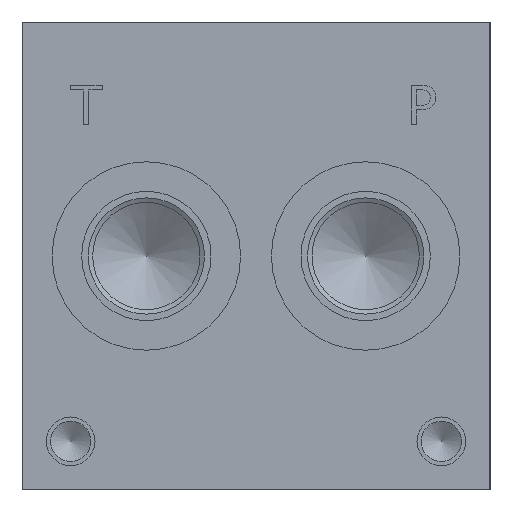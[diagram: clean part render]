
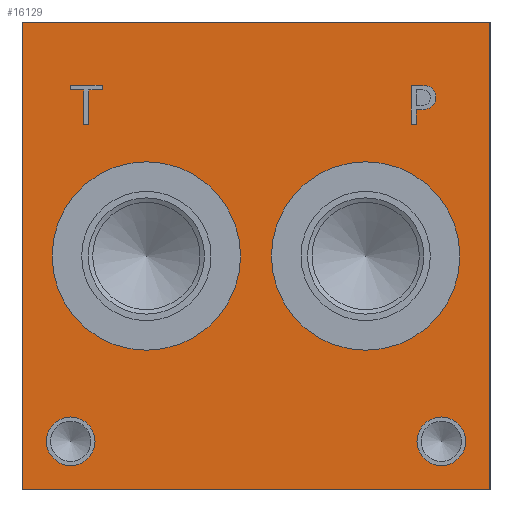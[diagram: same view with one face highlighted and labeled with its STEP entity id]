
A CAD part, left-side view. The second image highlights one B-rep face of the part: STEP entity #16129.
In plain terms, the highlighted planar face has unit normal (-1, 0, 0).
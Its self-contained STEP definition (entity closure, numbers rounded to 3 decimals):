
#270=CIRCLE('',#16872,15.342);
#271=CIRCLE('',#16873,15.342);
#272=CIRCLE('',#16874,3.962);
#273=CIRCLE('',#16875,3.962);
#632=FACE_BOUND('',#2824,.T.);
#633=FACE_BOUND('',#2825,.T.);
#634=FACE_BOUND('',#2826,.T.);
#635=FACE_BOUND('',#2827,.T.);
#636=FACE_BOUND('',#2828,.T.);
#637=FACE_BOUND('',#2829,.T.);
#1145=PLANE('',#16871);
#1825=FACE_OUTER_BOUND('',#2823,.T.);
#2823=EDGE_LOOP('',(#13575,#13576,#13577,#13578));
#2824=EDGE_LOOP('',(#13579));
#2825=EDGE_LOOP('',(#13580));
#2826=EDGE_LOOP('',(#13581));
#2827=EDGE_LOOP('',(#13582));
#2828=EDGE_LOOP('',(#13583,#13584,#13585,#13586,#13587,#13588,#13589,#13590));
#2829=EDGE_LOOP('',(#13591,#13592,#13593,#13594,#13595,#13596,#13597,#13598,
#13599));
#3306=LINE('',#21307,#4786);
#4454=LINE('',#27010,#5934);
#4457=LINE('',#27016,#5937);
#4460=LINE('',#27022,#5940);
#4463=LINE('',#27028,#5943);
#4466=LINE('',#27034,#5946);
#4470=LINE('',#27076,#5950);
#4471=LINE('',#27078,#5951);
#4472=LINE('',#27079,#5952);
#4473=LINE('',#27090,#5953);
#4474=LINE('',#27092,#5954);
#4475=LINE('',#27094,#5955);
#4476=LINE('',#27096,#5956);
#4477=LINE('',#27098,#5957);
#4478=LINE('',#27100,#5958);
#4479=LINE('',#27102,#5959);
#4480=LINE('',#27103,#5960);
#4786=VECTOR('',#17544,10.);
#5934=VECTOR('',#19476,10.);
#5937=VECTOR('',#19481,10.);
#5940=VECTOR('',#19486,10.);
#5943=VECTOR('',#19491,10.);
#5946=VECTOR('',#19496,10.);
#5950=VECTOR('',#19504,10.);
#5951=VECTOR('',#19505,10.);
#5952=VECTOR('',#19506,10.);
#5953=VECTOR('',#19515,10.);
#5954=VECTOR('',#19516,10.);
#5955=VECTOR('',#19517,10.);
#5956=VECTOR('',#19518,10.);
#5957=VECTOR('',#19519,10.);
#5958=VECTOR('',#19520,10.);
#5959=VECTOR('',#19521,10.);
#5960=VECTOR('',#19522,10.);
#6633=B_SPLINE_CURVE_WITH_KNOTS('',2,(#26977,#26978,#26979,#26980),
 .UNSPECIFIED.,.F.,.F.,(3,1,3),(0.,1.,2.),.UNSPECIFIED.);
#6635=B_SPLINE_CURVE_WITH_KNOTS('',2,(#26998,#26999,#27000,#27001),
 .UNSPECIFIED.,.F.,.F.,(3,1,3),(0.,1.,2.),.UNSPECIFIED.);
#6637=B_SPLINE_CURVE_WITH_KNOTS('',2,(#27047,#27048,#27049,#27050),
 .UNSPECIFIED.,.F.,.F.,(3,1,3),(0.,1.,2.),.UNSPECIFIED.);
#6639=B_SPLINE_CURVE_WITH_KNOTS('',2,(#27065,#27066,#27067,#27068),
 .UNSPECIFIED.,.F.,.F.,(3,1,3),(0.,1.,2.),.UNSPECIFIED.);
#6689=VERTEX_POINT('',#21300);
#6692=VERTEX_POINT('',#21305);
#7729=VERTEX_POINT('',#26975);
#7730=VERTEX_POINT('',#26976);
#7733=VERTEX_POINT('',#26997);
#7735=VERTEX_POINT('',#27009);
#7737=VERTEX_POINT('',#27015);
#7739=VERTEX_POINT('',#27021);
#7741=VERTEX_POINT('',#27027);
#7743=VERTEX_POINT('',#27033);
#7745=VERTEX_POINT('',#27046);
#7747=VERTEX_POINT('',#27075);
#7748=VERTEX_POINT('',#27077);
#7749=VERTEX_POINT('',#27080);
#7750=VERTEX_POINT('',#27082);
#7751=VERTEX_POINT('',#27084);
#7752=VERTEX_POINT('',#27086);
#7753=VERTEX_POINT('',#27088);
#7754=VERTEX_POINT('',#27089);
#7755=VERTEX_POINT('',#27091);
#7756=VERTEX_POINT('',#27093);
#7757=VERTEX_POINT('',#27095);
#7758=VERTEX_POINT('',#27097);
#7759=VERTEX_POINT('',#27099);
#7760=VERTEX_POINT('',#27101);
#8198=EDGE_CURVE('',#6689,#6692,#3306,.T.);
#9745=EDGE_CURVE('',#7729,#7730,#6633,.T.);
#9749=EDGE_CURVE('',#7733,#7729,#6635,.T.);
#9752=EDGE_CURVE('',#7735,#7733,#4454,.T.);
#9755=EDGE_CURVE('',#7737,#7735,#4457,.T.);
#9758=EDGE_CURVE('',#7739,#7737,#4460,.T.);
#9761=EDGE_CURVE('',#7741,#7739,#4463,.T.);
#9764=EDGE_CURVE('',#7743,#7741,#4466,.T.);
#9767=EDGE_CURVE('',#7745,#7743,#6637,.T.);
#9770=EDGE_CURVE('',#7730,#7745,#6639,.T.);
#9772=EDGE_CURVE('',#7747,#6689,#4470,.T.);
#9773=EDGE_CURVE('',#7748,#6692,#4471,.T.);
#9774=EDGE_CURVE('',#7747,#7748,#4472,.T.);
#9775=EDGE_CURVE('',#7749,#7749,#270,.T.);
#9776=EDGE_CURVE('',#7750,#7750,#271,.T.);
#9777=EDGE_CURVE('',#7751,#7751,#272,.T.);
#9778=EDGE_CURVE('',#7752,#7752,#273,.T.);
#9779=EDGE_CURVE('',#7753,#7754,#4473,.T.);
#9780=EDGE_CURVE('',#7754,#7755,#4474,.T.);
#9781=EDGE_CURVE('',#7755,#7756,#4475,.T.);
#9782=EDGE_CURVE('',#7756,#7757,#4476,.T.);
#9783=EDGE_CURVE('',#7757,#7758,#4477,.T.);
#9784=EDGE_CURVE('',#7758,#7759,#4478,.T.);
#9785=EDGE_CURVE('',#7759,#7760,#4479,.T.);
#9786=EDGE_CURVE('',#7760,#7753,#4480,.T.);
#13575=ORIENTED_EDGE('',*,*,#9772,.T.);
#13576=ORIENTED_EDGE('',*,*,#8198,.T.);
#13577=ORIENTED_EDGE('',*,*,#9773,.F.);
#13578=ORIENTED_EDGE('',*,*,#9774,.F.);
#13579=ORIENTED_EDGE('',*,*,#9775,.T.);
#13580=ORIENTED_EDGE('',*,*,#9776,.T.);
#13581=ORIENTED_EDGE('',*,*,#9777,.T.);
#13582=ORIENTED_EDGE('',*,*,#9778,.T.);
#13583=ORIENTED_EDGE('',*,*,#9779,.T.);
#13584=ORIENTED_EDGE('',*,*,#9780,.T.);
#13585=ORIENTED_EDGE('',*,*,#9781,.T.);
#13586=ORIENTED_EDGE('',*,*,#9782,.T.);
#13587=ORIENTED_EDGE('',*,*,#9783,.T.);
#13588=ORIENTED_EDGE('',*,*,#9784,.T.);
#13589=ORIENTED_EDGE('',*,*,#9785,.T.);
#13590=ORIENTED_EDGE('',*,*,#9786,.T.);
#13591=ORIENTED_EDGE('',*,*,#9745,.T.);
#13592=ORIENTED_EDGE('',*,*,#9770,.T.);
#13593=ORIENTED_EDGE('',*,*,#9767,.T.);
#13594=ORIENTED_EDGE('',*,*,#9764,.T.);
#13595=ORIENTED_EDGE('',*,*,#9761,.T.);
#13596=ORIENTED_EDGE('',*,*,#9758,.T.);
#13597=ORIENTED_EDGE('',*,*,#9755,.T.);
#13598=ORIENTED_EDGE('',*,*,#9752,.T.);
#13599=ORIENTED_EDGE('',*,*,#9749,.T.);
#16129=ADVANCED_FACE('',(#1825,#632,#633,#634,#635,#636,#637),#1145,.T.);
#16871=AXIS2_PLACEMENT_3D('',#27074,#19502,#19503);
#16872=AXIS2_PLACEMENT_3D('',#27081,#19507,#19508);
#16873=AXIS2_PLACEMENT_3D('',#27083,#19509,#19510);
#16874=AXIS2_PLACEMENT_3D('',#27085,#19511,#19512);
#16875=AXIS2_PLACEMENT_3D('',#27087,#19513,#19514);
#17544=DIRECTION('',(0.,0.,1.));
#19476=DIRECTION('',(0.,-1.,0.));
#19481=DIRECTION('',(0.,0.,1.));
#19486=DIRECTION('',(0.,1.,0.));
#19491=DIRECTION('',(0.,0.,-1.));
#19496=DIRECTION('',(0.,1.,0.));
#19502=DIRECTION('center_axis',(-1.,0.,0.));
#19503=DIRECTION('ref_axis',(0.,-1.,0.));
#19504=DIRECTION('',(0.,-1.,0.));
#19505=DIRECTION('',(0.,-1.,0.));
#19506=DIRECTION('',(0.,0.,1.));
#19507=DIRECTION('center_axis',(1.,0.,0.));
#19508=DIRECTION('ref_axis',(0.,0.,1.));
#19509=DIRECTION('center_axis',(1.,0.,0.));
#19510=DIRECTION('ref_axis',(0.,0.,1.));
#19511=DIRECTION('center_axis',(1.,0.,0.));
#19512=DIRECTION('ref_axis',(0.,1.,0.));
#19513=DIRECTION('center_axis',(1.,0.,0.));
#19514=DIRECTION('ref_axis',(0.,1.,0.));
#19515=DIRECTION('',(0.,1.,0.));
#19516=DIRECTION('',(0.,0.,1.));
#19517=DIRECTION('',(0.,1.,0.));
#19518=DIRECTION('',(0.,0.,1.));
#19519=DIRECTION('',(0.,-1.,0.));
#19520=DIRECTION('',(0.,0.,-1.));
#19521=DIRECTION('',(0.,1.,0.));
#19522=DIRECTION('',(0.,0.,-1.));
#21300=CARTESIAN_POINT('',(0.,0.,0.));
#21305=CARTESIAN_POINT('',(0.,0.,76.2));
#21307=CARTESIAN_POINT('',(0.,0.,0.));
#26975=CARTESIAN_POINT('',(0.,9.593,65.485));
#26976=CARTESIAN_POINT('',(0.,8.837,63.967));
#26977=CARTESIAN_POINT('Ctrl Pts',(0.,9.593,65.485));
#26978=CARTESIAN_POINT('Ctrl Pts',(0.,9.238,65.243));
#26979=CARTESIAN_POINT('Ctrl Pts',(0.,8.837,64.497));
#26980=CARTESIAN_POINT('Ctrl Pts',(0.,8.837,63.967));
#26997=CARTESIAN_POINT('',(0.,11.255,65.881));
#26998=CARTESIAN_POINT('Ctrl Pts',(0.,11.255,65.881));
#26999=CARTESIAN_POINT('Ctrl Pts',(0.,10.689,65.881));
#27000=CARTESIAN_POINT('Ctrl Pts',(0.,9.897,65.696));
#27001=CARTESIAN_POINT('Ctrl Pts',(0.,9.593,65.485));
#27009=CARTESIAN_POINT('',(0.,12.851,65.881));
#27010=CARTESIAN_POINT('',(0.,44.525,65.881));
#27015=CARTESIAN_POINT('',(0.,12.851,59.531));
#27016=CARTESIAN_POINT('',(0.,12.851,29.766));
#27021=CARTESIAN_POINT('',(0.,12.007,59.531));
#27022=CARTESIAN_POINT('',(0.,44.103,59.531));
#27027=CARTESIAN_POINT('',(0.,12.007,61.898));
#27028=CARTESIAN_POINT('',(0.,12.007,30.949));
#27033=CARTESIAN_POINT('',(0.,11.291,61.898));
#27034=CARTESIAN_POINT('',(0.,43.746,61.898));
#27046=CARTESIAN_POINT('',(0.,9.392,62.557));
#27047=CARTESIAN_POINT('Ctrl Pts',(0.,9.392,62.557));
#27048=CARTESIAN_POINT('Ctrl Pts',(0.,9.722,62.233));
#27049=CARTESIAN_POINT('Ctrl Pts',(0.,10.612,61.898));
#27050=CARTESIAN_POINT('Ctrl Pts',(0.,11.291,61.898));
#27065=CARTESIAN_POINT('Ctrl Pts',(0.,8.837,63.967));
#27066=CARTESIAN_POINT('Ctrl Pts',(0.,8.837,63.555));
#27067=CARTESIAN_POINT('Ctrl Pts',(0.,9.13,62.814));
#27068=CARTESIAN_POINT('Ctrl Pts',(0.,9.392,62.557));
#27074=CARTESIAN_POINT('Origin',(0.,76.2,0.));
#27075=CARTESIAN_POINT('',(0.,76.2,0.));
#27076=CARTESIAN_POINT('',(0.,76.2,0.));
#27077=CARTESIAN_POINT('',(0.,76.2,76.2));
#27078=CARTESIAN_POINT('',(0.,76.2,76.2));
#27079=CARTESIAN_POINT('',(0.,76.2,0.));
#27080=CARTESIAN_POINT('',(0.,55.956,22.758));
#27081=CARTESIAN_POINT('Origin',(0.,55.956,38.1));
#27082=CARTESIAN_POINT('',(0.,20.244,22.758));
#27083=CARTESIAN_POINT('Origin',(0.,20.244,38.1));
#27084=CARTESIAN_POINT('',(0.,64.313,7.925));
#27085=CARTESIAN_POINT('Origin',(0.,68.275,7.925));
#27086=CARTESIAN_POINT('',(0.,3.962,7.925));
#27087=CARTESIAN_POINT('Origin',(0.,7.925,7.925));
#27088=CARTESIAN_POINT('',(0.,65.293,59.531));
#27089=CARTESIAN_POINT('',(0.,66.137,59.531));
#27090=CARTESIAN_POINT('',(0.,70.747,59.531));
#27091=CARTESIAN_POINT('',(0.,66.137,65.13));
#27092=CARTESIAN_POINT('',(0.,66.137,29.766));
#27093=CARTESIAN_POINT('',(0.,68.268,65.13));
#27094=CARTESIAN_POINT('',(0.,71.169,65.13));
#27095=CARTESIAN_POINT('',(0.,68.268,65.881));
#27096=CARTESIAN_POINT('',(0.,68.268,32.565));
#27097=CARTESIAN_POINT('',(0.,63.163,65.881));
#27098=CARTESIAN_POINT('',(0.,72.234,65.881));
#27099=CARTESIAN_POINT('',(0.,63.163,65.13));
#27100=CARTESIAN_POINT('',(0.,63.163,32.941));
#27101=CARTESIAN_POINT('',(0.,65.293,65.13));
#27102=CARTESIAN_POINT('',(0.,69.681,65.13));
#27103=CARTESIAN_POINT('',(0.,65.293,32.565));
